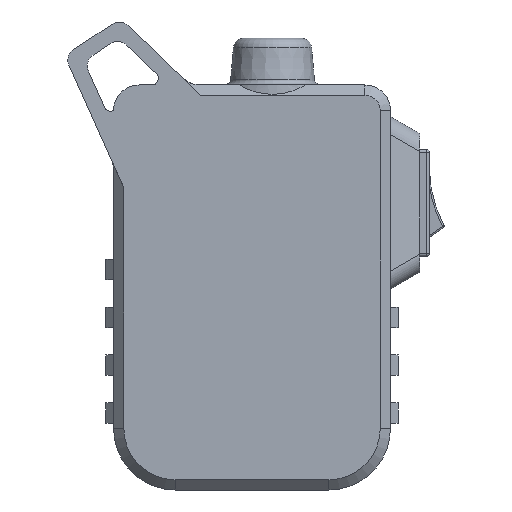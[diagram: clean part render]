
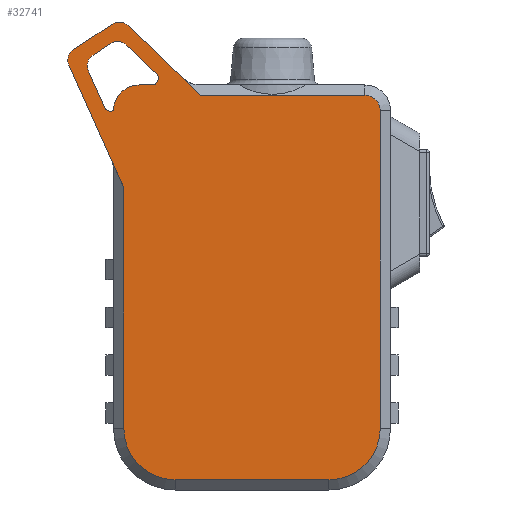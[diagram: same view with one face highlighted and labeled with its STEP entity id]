
A CAD part, front view. The second image highlights one B-rep face of the part: STEP entity #32741.
In plain terms, the highlighted planar face has unit normal (0, -1, 0).
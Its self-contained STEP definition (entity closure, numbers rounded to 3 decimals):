
#1966=FACE_BOUND('',#6546,.T.);
#2869=PLANE('',#34835);
#4595=FACE_OUTER_BOUND('',#6545,.T.);
#6545=EDGE_LOOP('',(#28908,#28909,#28910,#28911,#28912,#28913,#28914,#28915,
#28916,#28917,#28918,#28919));
#6546=EDGE_LOOP('',(#28920,#28921,#28922,#28923,#28924,#28925,#28926,#28927,
#28928));
#9452=LINE('',#59050,#12822);
#9453=LINE('',#59054,#12823);
#9454=LINE('',#59056,#12824);
#9455=LINE('',#59060,#12825);
#9456=LINE('',#59064,#12826);
#9457=LINE('',#59066,#12827);
#9458=LINE('',#59069,#12828);
#9459=LINE('',#59072,#12829);
#9460=LINE('',#59076,#12830);
#9461=LINE('',#59082,#12831);
#9462=LINE('',#59086,#12832);
#12822=VECTOR('',#40483,10.);
#12823=VECTOR('',#40486,10.);
#12824=VECTOR('',#40487,10.);
#12825=VECTOR('',#40490,10.);
#12826=VECTOR('',#40493,10.);
#12827=VECTOR('',#40494,10.);
#12828=VECTOR('',#40497,10.);
#12829=VECTOR('',#40498,10.);
#12830=VECTOR('',#40501,10.);
#12831=VECTOR('',#40506,10.);
#12832=VECTOR('',#40509,10.);
#13964=CIRCLE('',#34836,10.);
#13965=CIRCLE('',#34837,3.);
#13966=CIRCLE('',#34838,2.5);
#13967=CIRCLE('',#34839,2.5);
#13968=CIRCLE('',#34840,10.);
#13969=CIRCLE('',#34841,1.25);
#13970=CIRCLE('',#34842,5.);
#13971=CIRCLE('',#34843,1.25);
#13972=CIRCLE('',#34844,2.5);
#13973=CIRCLE('',#34845,2.5);
#16495=VERTEX_POINT('',#59046);
#16496=VERTEX_POINT('',#59047);
#16497=VERTEX_POINT('',#59049);
#16498=VERTEX_POINT('',#59051);
#16499=VERTEX_POINT('',#59053);
#16500=VERTEX_POINT('',#59055);
#16501=VERTEX_POINT('',#59057);
#16502=VERTEX_POINT('',#59059);
#16503=VERTEX_POINT('',#59061);
#16504=VERTEX_POINT('',#59063);
#16505=VERTEX_POINT('',#59065);
#16506=VERTEX_POINT('',#59067);
#16507=VERTEX_POINT('',#59070);
#16508=VERTEX_POINT('',#59071);
#16509=VERTEX_POINT('',#59073);
#16510=VERTEX_POINT('',#59075);
#16511=VERTEX_POINT('',#59077);
#16512=VERTEX_POINT('',#59079);
#16513=VERTEX_POINT('',#59081);
#16514=VERTEX_POINT('',#59083);
#16515=VERTEX_POINT('',#59085);
#20758=EDGE_CURVE('',#16495,#16496,#13964,.T.);
#20759=EDGE_CURVE('',#16497,#16495,#9452,.T.);
#20760=EDGE_CURVE('',#16498,#16497,#13965,.T.);
#20761=EDGE_CURVE('',#16499,#16498,#9453,.T.);
#20762=EDGE_CURVE('',#16500,#16499,#9454,.T.);
#20763=EDGE_CURVE('',#16501,#16500,#13966,.T.);
#20764=EDGE_CURVE('',#16501,#16502,#9455,.T.);
#20765=EDGE_CURVE('',#16503,#16502,#13967,.T.);
#20766=EDGE_CURVE('',#16503,#16504,#9456,.T.);
#20767=EDGE_CURVE('',#16505,#16504,#9457,.T.);
#20768=EDGE_CURVE('',#16506,#16505,#13968,.T.);
#20769=EDGE_CURVE('',#16496,#16506,#9458,.T.);
#20770=EDGE_CURVE('',#16507,#16508,#9459,.T.);
#20771=EDGE_CURVE('',#16509,#16508,#13969,.T.);
#20772=EDGE_CURVE('',#16509,#16510,#9460,.F.);
#20773=EDGE_CURVE('',#16510,#16511,#13970,.F.);
#20774=EDGE_CURVE('',#16511,#16512,#13971,.F.);
#20775=EDGE_CURVE('',#16512,#16513,#9461,.T.);
#20776=EDGE_CURVE('',#16514,#16513,#13972,.T.);
#20777=EDGE_CURVE('',#16514,#16515,#9462,.T.);
#20778=EDGE_CURVE('',#16507,#16515,#13973,.T.);
#28908=ORIENTED_EDGE('',*,*,#20758,.F.);
#28909=ORIENTED_EDGE('',*,*,#20759,.F.);
#28910=ORIENTED_EDGE('',*,*,#20760,.F.);
#28911=ORIENTED_EDGE('',*,*,#20761,.F.);
#28912=ORIENTED_EDGE('',*,*,#20762,.F.);
#28913=ORIENTED_EDGE('',*,*,#20763,.F.);
#28914=ORIENTED_EDGE('',*,*,#20764,.T.);
#28915=ORIENTED_EDGE('',*,*,#20765,.F.);
#28916=ORIENTED_EDGE('',*,*,#20766,.T.);
#28917=ORIENTED_EDGE('',*,*,#20767,.F.);
#28918=ORIENTED_EDGE('',*,*,#20768,.F.);
#28919=ORIENTED_EDGE('',*,*,#20769,.F.);
#28920=ORIENTED_EDGE('',*,*,#20770,.T.);
#28921=ORIENTED_EDGE('',*,*,#20771,.F.);
#28922=ORIENTED_EDGE('',*,*,#20772,.T.);
#28923=ORIENTED_EDGE('',*,*,#20773,.T.);
#28924=ORIENTED_EDGE('',*,*,#20774,.T.);
#28925=ORIENTED_EDGE('',*,*,#20775,.T.);
#28926=ORIENTED_EDGE('',*,*,#20776,.F.);
#28927=ORIENTED_EDGE('',*,*,#20777,.T.);
#28928=ORIENTED_EDGE('',*,*,#20778,.F.);
#32741=ADVANCED_FACE('',(#4595,#1966),#2869,.T.);
#34835=AXIS2_PLACEMENT_3D('',#59045,#40479,#40480);
#34836=AXIS2_PLACEMENT_3D('',#59048,#40481,#40482);
#34837=AXIS2_PLACEMENT_3D('',#59052,#40484,#40485);
#34838=AXIS2_PLACEMENT_3D('',#59058,#40488,#40489);
#34839=AXIS2_PLACEMENT_3D('',#59062,#40491,#40492);
#34840=AXIS2_PLACEMENT_3D('',#59068,#40495,#40496);
#34841=AXIS2_PLACEMENT_3D('',#59074,#40499,#40500);
#34842=AXIS2_PLACEMENT_3D('',#59078,#40502,#40503);
#34843=AXIS2_PLACEMENT_3D('',#59080,#40504,#40505);
#34844=AXIS2_PLACEMENT_3D('',#59084,#40507,#40508);
#34845=AXIS2_PLACEMENT_3D('',#59087,#40510,#40511);
#40479=DIRECTION('center_axis',(0.,-1.,0.));
#40480=DIRECTION('ref_axis',(1.,0.,0.));
#40481=DIRECTION('center_axis',(0.,1.,0.));
#40482=DIRECTION('ref_axis',(0.707,0.,-0.707));
#40483=DIRECTION('',(0.,0.,-1.));
#40484=DIRECTION('center_axis',(0.,1.,0.));
#40485=DIRECTION('ref_axis',(0.707,0.,0.707));
#40486=DIRECTION('',(1.,0.,0.));
#40487=DIRECTION('',(0.722,0.,-0.692));
#40488=DIRECTION('center_axis',(0.,1.,0.));
#40489=DIRECTION('ref_axis',(0.092,0.,0.996));
#40490=DIRECTION('',(-0.836,0.,-0.548));
#40491=DIRECTION('center_axis',(0.,1.,0.));
#40492=DIRECTION('ref_axis',(-0.96,0.,0.28));
#40493=DIRECTION('',(0.41,0.,-0.912));
#40494=DIRECTION('',(0.,0.,1.));
#40495=DIRECTION('center_axis',(0.,1.,0.));
#40496=DIRECTION('ref_axis',(-0.707,0.,-0.707));
#40497=DIRECTION('',(-1.,0.,0.));
#40498=DIRECTION('',(0.722,0.,-0.692));
#40499=DIRECTION('center_axis',(0.,-1.,0.));
#40500=DIRECTION('ref_axis',(0.928,0.,-0.373));
#40501=DIRECTION('',(1.,0.,0.));
#40502=DIRECTION('center_axis',(0.,1.,0.));
#40503=DIRECTION('ref_axis',(0.,0.,1.));
#40504=DIRECTION('center_axis',(0.,-1.,0.));
#40505=DIRECTION('ref_axis',(0.46,0.,-0.888));
#40506=DIRECTION('',(-0.41,0.,0.912));
#40507=DIRECTION('center_axis',(0.,-1.,0.));
#40508=DIRECTION('ref_axis',(-0.96,0.,0.28));
#40509=DIRECTION('',(0.836,0.,0.548));
#40510=DIRECTION('center_axis',(0.,-1.,0.));
#40511=DIRECTION('ref_axis',(0.092,0.,0.996));
#59045=CARTESIAN_POINT('Origin',(-20.183,-0.2,32.683));
#59046=CARTESIAN_POINT('',(25.,-0.2,-27.5));
#59047=CARTESIAN_POINT('',(15.,-0.2,-37.5));
#59048=CARTESIAN_POINT('Origin',(15.,-0.2,-27.5));
#59049=CARTESIAN_POINT('',(25.,-0.2,34.5));
#59050=CARTESIAN_POINT('',(25.,-0.2,32.591));
#59051=CARTESIAN_POINT('',(22.,-0.2,37.5));
#59052=CARTESIAN_POINT('Origin',(22.,-0.2,34.5));
#59053=CARTESIAN_POINT('',(-10.,-0.2,37.5));
#59054=CARTESIAN_POINT('',(-20.091,-0.2,37.5));
#59055=CARTESIAN_POINT('',(-24.168,-0.2,51.088));
#59056=CARTESIAN_POINT('',(-31.529,-0.2,58.147));
#59057=CARTESIAN_POINT('',(-27.27,-0.2,51.374));
#59058=CARTESIAN_POINT('Origin',(-25.899,-0.2,49.283));
#59059=CARTESIAN_POINT('',(-34.79,-0.2,46.442));
#59060=CARTESIAN_POINT('',(-31.323,-0.2,48.716));
#59061=CARTESIAN_POINT('',(-35.699,-0.2,43.327));
#59062=CARTESIAN_POINT('Origin',(-33.419,-0.2,44.351));
#59063=CARTESIAN_POINT('',(-25.,-0.2,19.5));
#59064=CARTESIAN_POINT('',(-39.891,-0.2,52.663));
#59065=CARTESIAN_POINT('',(-25.,-0.2,-27.5));
#59066=CARTESIAN_POINT('',(-25.,-0.2,3.591));
#59067=CARTESIAN_POINT('',(-15.,-0.2,-37.5));
#59068=CARTESIAN_POINT('Origin',(-15.,-0.2,-27.5));
#59069=CARTESIAN_POINT('',(-3.591,-0.2,-37.5));
#59070=CARTESIAN_POINT('',(-24.521,-0.2,47.269));
#59071=CARTESIAN_POINT('',(-18.664,-0.2,41.652));
#59072=CARTESIAN_POINT('',(-31.882,-0.2,54.329));
#59073=CARTESIAN_POINT('',(-19.529,-0.2,39.5));
#59074=CARTESIAN_POINT('Origin',(-19.529,-0.2,40.75));
#59075=CARTESIAN_POINT('',(-22.,-0.2,39.5));
#59076=CARTESIAN_POINT('',(-21.091,-0.2,39.5));
#59077=CARTESIAN_POINT('',(-27.,-0.2,34.5));
#59078=CARTESIAN_POINT('Origin',(-22.,-0.2,34.5));
#59079=CARTESIAN_POINT('',(-28.715,-0.2,35.098));
#59080=CARTESIAN_POINT('Origin',(-27.575,-0.2,35.61));
#59081=CARTESIAN_POINT('',(-31.914,-0.2,42.222));
#59082=CARTESIAN_POINT('',(-36.106,-0.2,51.558));
#59083=CARTESIAN_POINT('',(-31.005,-0.2,45.337));
#59084=CARTESIAN_POINT('Origin',(-29.634,-0.2,43.246));
#59085=CARTESIAN_POINT('',(-27.622,-0.2,47.555));
#59086=CARTESIAN_POINT('',(-29.678,-0.2,46.207));
#59087=CARTESIAN_POINT('Origin',(-26.251,-0.2,45.465));
